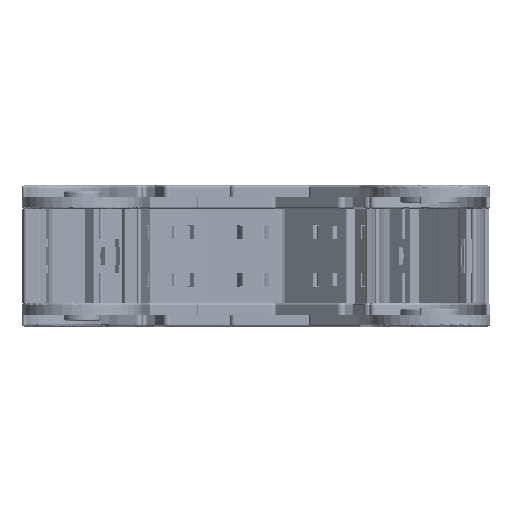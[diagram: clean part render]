
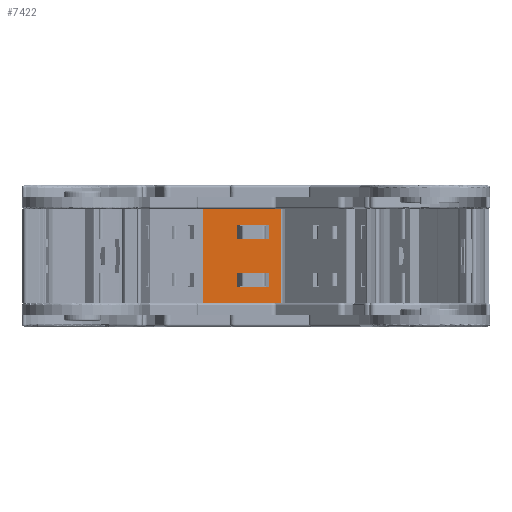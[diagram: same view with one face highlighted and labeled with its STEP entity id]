
A CAD part, left-side view. The second image highlights one B-rep face of the part: STEP entity #7422.
In plain terms, the highlighted face is planar.
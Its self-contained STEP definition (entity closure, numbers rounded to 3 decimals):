
#271 = ORIENTED_EDGE ( 'NONE', *, *, #12889, .T. ) ;
#422 = ORIENTED_EDGE ( 'NONE', *, *, #13703, .F. ) ;
#1170 = CARTESIAN_POINT ( 'NONE',  ( -1.479, 70.155, -32.166 ) ) ;
#1324 = VECTOR ( 'NONE', #3949, 1000. ) ;
#1868 = DIRECTION ( 'NONE',  ( 0., 0., -1. ) ) ;
#2214 = DIRECTION ( 'NONE',  ( 1., 0., 0. ) ) ;
#2338 = VERTEX_POINT ( 'NONE', #10649 ) ;
#2434 = CARTESIAN_POINT ( 'NONE',  ( -37.959, 70.155, 1.684 ) ) ;
#2613 = ORIENTED_EDGE ( 'NONE', *, *, #15128, .F. ) ;
#3797 = LINE ( 'NONE', #34271, #26195 ) ;
#3949 = DIRECTION ( 'NONE',  ( 0., 0., -1. ) ) ;
#4418 = VECTOR ( 'NONE', #39257, 1000. ) ;
#5129 = LINE ( 'NONE', #15921, #32567 ) ;
#5268 = CARTESIAN_POINT ( 'NONE',  ( -1.479, 70.155, 140.053 ) ) ;
#6048 = VECTOR ( 'NONE', #15298, 1000. ) ;
#6676 = DIRECTION ( 'NONE',  ( -1., 0., 0. ) ) ;
#7422 = ADVANCED_FACE ( 'NONE', ( #32681, #31161, #39229 ), #11244, .F. ) ;
#8225 = DIRECTION ( 'NONE',  ( 1., 0., 0. ) ) ;
#9000 = VECTOR ( 'NONE', #39719, 1000. ) ;
#10649 = CARTESIAN_POINT ( 'NONE',  ( -23.959, 70.155, -25.416 ) ) ;
#11244 = PLANE ( 'NONE',  #35649 ) ;
#11382 = DIRECTION ( 'NONE',  ( 0., 1., 0. ) ) ;
#12498 = LINE ( 'NONE', #14474, #19073 ) ;
#12568 = VECTOR ( 'NONE', #31756, 1000. ) ;
#12724 = CARTESIAN_POINT ( 'NONE',  ( -23.959, 70.155, -25.416 ) ) ;
#12889 = EDGE_CURVE ( 'NONE', #17838, #14156, #19117, .T. ) ;
#13630 = CARTESIAN_POINT ( 'NONE',  ( -1.479, 70.155, 140.053 ) ) ;
#13703 = EDGE_CURVE ( 'NONE', #36487, #14156, #22695, .T. ) ;
#13823 = ORIENTED_EDGE ( 'NONE', *, *, #13829, .F. ) ;
#13829 = EDGE_CURVE ( 'NONE', #37098, #37734, #12498, .T. ) ;
#14156 = VERTEX_POINT ( 'NONE', #1170 ) ;
#14318 = VECTOR ( 'NONE', #2214, 1000. ) ;
#14474 = CARTESIAN_POINT ( 'NONE',  ( -37.959, 70.155, -4.616 ) ) ;
#14988 = VECTOR ( 'NONE', #25098, 1000. ) ;
#15128 = EDGE_CURVE ( 'NONE', #30792, #32769, #34302, .T. ) ;
#15298 = DIRECTION ( 'NONE',  ( 0., 0., 1. ) ) ;
#15319 = LINE ( 'NONE', #28115, #14318 ) ;
#15348 = CARTESIAN_POINT ( 'NONE',  ( -23.959, 70.155, -4.616 ) ) ;
#15921 = CARTESIAN_POINT ( 'NONE',  ( -37.959, 70.155, -19.116 ) ) ;
#16017 = EDGE_LOOP ( 'NONE', ( #38083, #271, #422, #29299 ) ) ;
#16360 = EDGE_CURVE ( 'NONE', #25395, #36487, #15319, .T. ) ;
#16440 = CARTESIAN_POINT ( 'NONE',  ( -23.959, 70.155, -19.116 ) ) ;
#16607 = ORIENTED_EDGE ( 'NONE', *, *, #24180, .F. ) ;
#16613 = CARTESIAN_POINT ( 'NONE',  ( -23.959, 70.155, 1.684 ) ) ;
#16974 = EDGE_CURVE ( 'NONE', #20008, #30792, #5129, .T. ) ;
#17319 = ORIENTED_EDGE ( 'NONE', *, *, #35504, .F. ) ;
#17838 = VERTEX_POINT ( 'NONE', #41442 ) ;
#18669 = CARTESIAN_POINT ( 'NONE',  ( -23.959, 70.155, -19.116 ) ) ;
#19073 = VECTOR ( 'NONE', #8225, 1000. ) ;
#19117 = LINE ( 'NONE', #33361, #9000 ) ;
#20008 = VERTEX_POINT ( 'NONE', #18669 ) ;
#20578 = VERTEX_POINT ( 'NONE', #2434 ) ;
#20598 = VECTOR ( 'NONE', #34454, 1000. ) ;
#22695 = LINE ( 'NONE', #13630, #1324 ) ;
#22876 = ORIENTED_EDGE ( 'NONE', *, *, #30186, .F. ) ;
#23349 = LINE ( 'NONE', #31629, #6048 ) ;
#23495 = EDGE_CURVE ( 'NONE', #25395, #17838, #30280, .T. ) ;
#23535 = CARTESIAN_POINT ( 'NONE',  ( -23.959, 70.155, 1.684 ) ) ;
#24180 = EDGE_CURVE ( 'NONE', #20578, #37098, #3797, .T. ) ;
#25098 = DIRECTION ( 'NONE',  ( 0., 0., -1. ) ) ;
#25395 = VERTEX_POINT ( 'NONE', #27741 ) ;
#25405 = CARTESIAN_POINT ( 'NONE',  ( -43.179, 70.155, 140.053 ) ) ;
#26195 = VECTOR ( 'NONE', #1868, 1000. ) ;
#27286 = ORIENTED_EDGE ( 'NONE', *, *, #36255, .F. ) ;
#27741 = CARTESIAN_POINT ( 'NONE',  ( -43.179, 70.155, 8.434 ) ) ;
#28115 = CARTESIAN_POINT ( 'NONE',  ( -1.479, 70.155, 8.434 ) ) ;
#29034 = CARTESIAN_POINT ( 'NONE',  ( -37.959, 70.155, -19.116 ) ) ;
#29299 = ORIENTED_EDGE ( 'NONE', *, *, #16360, .F. ) ;
#29600 = VERTEX_POINT ( 'NONE', #16613 ) ;
#30052 = DIRECTION ( 'NONE',  ( -1., 0., 0. ) ) ;
#30186 = EDGE_CURVE ( 'NONE', #2338, #20008, #30823, .T. ) ;
#30280 = LINE ( 'NONE', #25405, #20598 ) ;
#30792 = VERTEX_POINT ( 'NONE', #29034 ) ;
#30823 = LINE ( 'NONE', #16440, #4418 ) ;
#31161 = FACE_BOUND ( 'NONE', #36231, .T. ) ;
#31629 = CARTESIAN_POINT ( 'NONE',  ( -23.959, 70.155, -4.616 ) ) ;
#31756 = DIRECTION ( 'NONE',  ( 1., 0., 0. ) ) ;
#32567 = VECTOR ( 'NONE', #6676, 1000. ) ;
#32681 = FACE_OUTER_BOUND ( 'NONE', #16017, .T. ) ;
#32769 = VERTEX_POINT ( 'NONE', #36423 ) ;
#33361 = CARTESIAN_POINT ( 'NONE',  ( -1.479, 70.155, -32.166 ) ) ;
#33517 = VECTOR ( 'NONE', #30052, 1000. ) ;
#33962 = DIRECTION ( 'NONE',  ( 0., 0., -1. ) ) ;
#34007 = LINE ( 'NONE', #23535, #33517 ) ;
#34206 = EDGE_LOOP ( 'NONE', ( #2613, #34325, #22876, #27286 ) ) ;
#34271 = CARTESIAN_POINT ( 'NONE',  ( -37.959, 70.155, 1.684 ) ) ;
#34302 = LINE ( 'NONE', #38232, #14988 ) ;
#34325 = ORIENTED_EDGE ( 'NONE', *, *, #16974, .F. ) ;
#34454 = DIRECTION ( 'NONE',  ( 0., 0., -1. ) ) ;
#34604 = EDGE_CURVE ( 'NONE', #29600, #20578, #34007, .T. ) ;
#35504 = EDGE_CURVE ( 'NONE', #37734, #29600, #23349, .T. ) ;
#35649 = AXIS2_PLACEMENT_3D ( 'NONE', #5268, #11382, #33962 ) ;
#36231 = EDGE_LOOP ( 'NONE', ( #13823, #16607, #40936, #17319 ) ) ;
#36255 = EDGE_CURVE ( 'NONE', #32769, #2338, #39995, .T. ) ;
#36423 = CARTESIAN_POINT ( 'NONE',  ( -37.959, 70.155, -25.416 ) ) ;
#36487 = VERTEX_POINT ( 'NONE', #40220 ) ;
#37098 = VERTEX_POINT ( 'NONE', #37410 ) ;
#37410 = CARTESIAN_POINT ( 'NONE',  ( -37.959, 70.155, -4.616 ) ) ;
#37734 = VERTEX_POINT ( 'NONE', #15348 ) ;
#38083 = ORIENTED_EDGE ( 'NONE', *, *, #23495, .T. ) ;
#38232 = CARTESIAN_POINT ( 'NONE',  ( -37.959, 70.155, -25.416 ) ) ;
#39229 = FACE_BOUND ( 'NONE', #34206, .T. ) ;
#39257 = DIRECTION ( 'NONE',  ( 0., 0., 1. ) ) ;
#39719 = DIRECTION ( 'NONE',  ( 1., 0., 0. ) ) ;
#39995 = LINE ( 'NONE', #12724, #12568 ) ;
#40220 = CARTESIAN_POINT ( 'NONE',  ( -1.479, 70.155, 8.434 ) ) ;
#40936 = ORIENTED_EDGE ( 'NONE', *, *, #34604, .F. ) ;
#41442 = CARTESIAN_POINT ( 'NONE',  ( -43.179, 70.155, -32.166 ) ) ;
